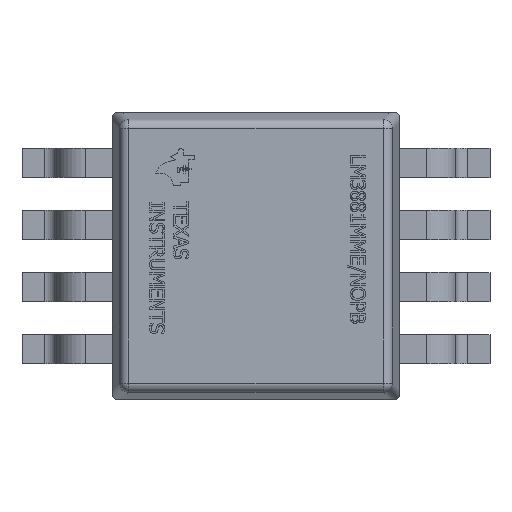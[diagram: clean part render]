
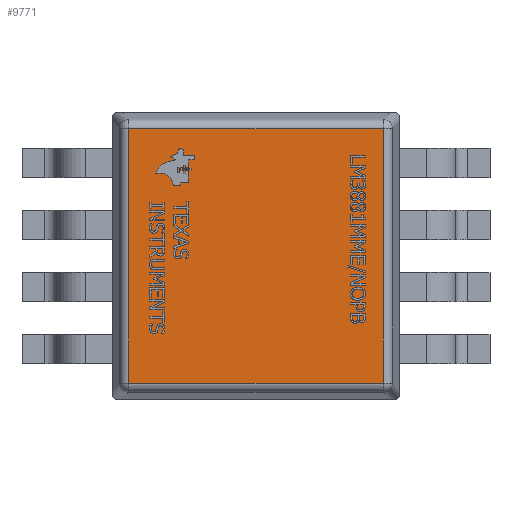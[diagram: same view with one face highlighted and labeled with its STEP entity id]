
A CAD part, top view. The second image highlights one B-rep face of the part: STEP entity #9771.
In plain terms, the highlighted face is planar.
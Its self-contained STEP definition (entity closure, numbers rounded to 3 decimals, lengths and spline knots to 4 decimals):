
#638=PLANE('',#10412);
#1028=LINE('',#12966,#2112);
#1030=LINE('',#12976,#2114);
#1034=LINE('',#12993,#2118);
#1038=LINE('',#13001,#2122);
#2112=VECTOR('',#10951,2.6636);
#2114=VECTOR('',#10963,2.6636);
#2118=VECTOR('',#10983,2.6636);
#2122=VECTOR('',#10993,2.6636);
#3245=FACE_OUTER_BOUND('',#3807,.T.);
#3807=EDGE_LOOP('',(#6957,#6958,#6959,#6960));
#4430=VERTEX_POINT('',#12957);
#4431=VERTEX_POINT('',#12961);
#4432=VERTEX_POINT('',#12968);
#4437=VERTEX_POINT('',#12985);
#5417=EDGE_CURVE('',#4430,#4431,#1028,.T.);
#5422=EDGE_CURVE('',#4432,#4430,#1030,.T.);
#5431=EDGE_CURVE('',#4437,#4432,#1034,.T.);
#5436=EDGE_CURVE('',#4431,#4437,#1038,.T.);
#6957=ORIENTED_EDGE('',*,*,#5417,.F.);
#6958=ORIENTED_EDGE('',*,*,#5422,.F.);
#6959=ORIENTED_EDGE('',*,*,#5431,.F.);
#6960=ORIENTED_EDGE('',*,*,#5436,.F.);
#9771=ADVANCED_FACE('',(#3245),#638,.T.);
#10412=AXIS2_PLACEMENT_3D('',#13007,#11002,#11003);
#10951=DIRECTION('',(0.,0.,1.));
#10963=DIRECTION('',(1.,0.,0.));
#10983=DIRECTION('',(0.,0.,-1.));
#10993=DIRECTION('',(-1.,0.,0.));
#11002=DIRECTION('center_axis',(0.,1.,0.));
#11003=DIRECTION('ref_axis',(0.,0.,1.));
#12957=CARTESIAN_POINT('',(1.3318,0.4779,-1.3318));
#12961=CARTESIAN_POINT('',(1.3318,0.4779,1.3318));
#12966=CARTESIAN_POINT('',(1.3318,0.4779,-0.3747));
#12968=CARTESIAN_POINT('',(-1.3318,0.4779,-1.3318));
#12976=CARTESIAN_POINT('',(0.3747,0.4779,-1.3318));
#12985=CARTESIAN_POINT('',(-1.3318,0.4779,1.3318));
#12993=CARTESIAN_POINT('',(-1.3318,0.4779,0.3747));
#13001=CARTESIAN_POINT('',(-0.3747,0.4779,1.3318));
#13007=CARTESIAN_POINT('Origin',(0.,0.4779,0.));
